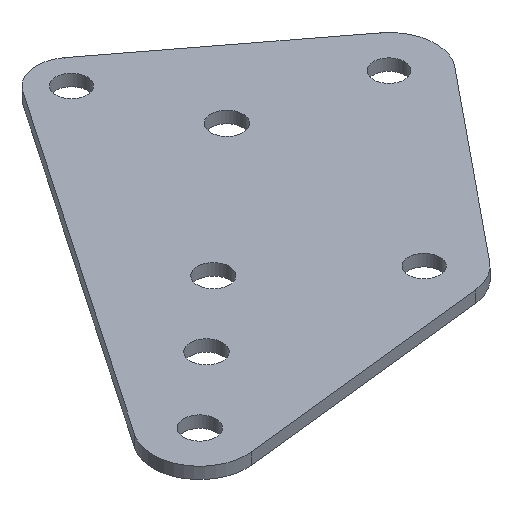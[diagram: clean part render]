
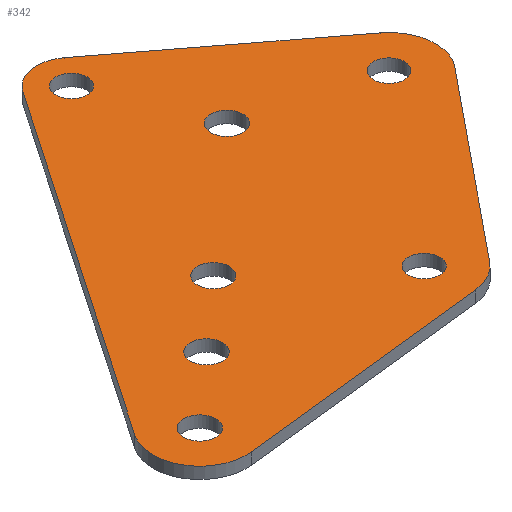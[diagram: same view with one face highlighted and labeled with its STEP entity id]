
A CAD part, isometric view. The second image highlights one B-rep face of the part: STEP entity #342.
In plain terms, the highlighted planar face has unit normal (0, 0, 1).
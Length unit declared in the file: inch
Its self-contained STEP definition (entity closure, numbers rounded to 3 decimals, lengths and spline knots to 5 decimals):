
#15=FACE_BOUND('',#68,.T.);
#16=FACE_BOUND('',#69,.T.);
#17=FACE_BOUND('',#70,.T.);
#18=FACE_BOUND('',#71,.T.);
#19=FACE_BOUND('',#72,.T.);
#20=FACE_BOUND('',#73,.T.);
#21=FACE_BOUND('',#74,.T.);
#33=PLANE('',#403);
#50=FACE_OUTER_BOUND('',#67,.T.);
#67=EDGE_LOOP('',(#286,#287,#288,#289,#290,#291,#292,#293));
#68=EDGE_LOOP('',(#294));
#69=EDGE_LOOP('',(#295));
#70=EDGE_LOOP('',(#296));
#71=EDGE_LOOP('',(#297));
#72=EDGE_LOOP('',(#298));
#73=EDGE_LOOP('',(#299));
#74=EDGE_LOOP('',(#300));
#93=LINE('',#564,#116);
#97=LINE('',#576,#120);
#101=LINE('',#588,#124);
#105=LINE('',#598,#128);
#116=VECTOR('',#467,0.3937);
#120=VECTOR('',#479,0.3937);
#124=VECTOR('',#491,0.3937);
#128=VECTOR('',#503,0.3937);
#129=CIRCLE('',#367,0.086);
#131=CIRCLE('',#370,0.086);
#133=CIRCLE('',#373,0.086);
#135=CIRCLE('',#376,0.086);
#137=CIRCLE('',#379,0.0835);
#139=CIRCLE('',#382,0.0835);
#141=CIRCLE('',#385,0.0835);
#144=CIRCLE('',#389,0.1875);
#146=CIRCLE('',#393,0.25);
#148=CIRCLE('',#397,0.25);
#150=CIRCLE('',#401,0.25);
#151=VERTEX_POINT('',#510);
#153=VERTEX_POINT('',#516);
#155=VERTEX_POINT('',#522);
#157=VERTEX_POINT('',#528);
#159=VERTEX_POINT('',#534);
#161=VERTEX_POINT('',#540);
#163=VERTEX_POINT('',#546);
#167=VERTEX_POINT('',#555);
#168=VERTEX_POINT('',#557);
#170=VERTEX_POINT('',#563);
#172=VERTEX_POINT('',#569);
#174=VERTEX_POINT('',#575);
#176=VERTEX_POINT('',#581);
#178=VERTEX_POINT('',#587);
#180=VERTEX_POINT('',#593);
#181=EDGE_CURVE('',#151,#151,#129,.T.);
#184=EDGE_CURVE('',#153,#153,#131,.T.);
#187=EDGE_CURVE('',#155,#155,#133,.T.);
#190=EDGE_CURVE('',#157,#157,#135,.T.);
#193=EDGE_CURVE('',#159,#159,#137,.T.);
#196=EDGE_CURVE('',#161,#161,#139,.T.);
#199=EDGE_CURVE('',#163,#163,#141,.T.);
#204=EDGE_CURVE('',#168,#167,#144,.T.);
#207=EDGE_CURVE('',#170,#168,#93,.T.);
#210=EDGE_CURVE('',#172,#170,#146,.T.);
#213=EDGE_CURVE('',#174,#172,#97,.T.);
#216=EDGE_CURVE('',#176,#174,#148,.T.);
#219=EDGE_CURVE('',#178,#176,#101,.T.);
#222=EDGE_CURVE('',#180,#178,#150,.T.);
#225=EDGE_CURVE('',#167,#180,#105,.T.);
#286=ORIENTED_EDGE('',*,*,#225,.T.);
#287=ORIENTED_EDGE('',*,*,#222,.T.);
#288=ORIENTED_EDGE('',*,*,#219,.T.);
#289=ORIENTED_EDGE('',*,*,#216,.T.);
#290=ORIENTED_EDGE('',*,*,#213,.T.);
#291=ORIENTED_EDGE('',*,*,#210,.T.);
#292=ORIENTED_EDGE('',*,*,#207,.T.);
#293=ORIENTED_EDGE('',*,*,#204,.T.);
#294=ORIENTED_EDGE('',*,*,#199,.T.);
#295=ORIENTED_EDGE('',*,*,#196,.T.);
#296=ORIENTED_EDGE('',*,*,#193,.T.);
#297=ORIENTED_EDGE('',*,*,#190,.T.);
#298=ORIENTED_EDGE('',*,*,#187,.T.);
#299=ORIENTED_EDGE('',*,*,#184,.T.);
#300=ORIENTED_EDGE('',*,*,#181,.T.);
#342=ADVANCED_FACE('',(#50,#15,#16,#17,#18,#19,#20,#21),#33,.T.);
#367=AXIS2_PLACEMENT_3D('',#511,#409,#410);
#370=AXIS2_PLACEMENT_3D('',#517,#416,#417);
#373=AXIS2_PLACEMENT_3D('',#523,#423,#424);
#376=AXIS2_PLACEMENT_3D('',#529,#430,#431);
#379=AXIS2_PLACEMENT_3D('',#535,#437,#438);
#382=AXIS2_PLACEMENT_3D('',#541,#444,#445);
#385=AXIS2_PLACEMENT_3D('',#547,#451,#452);
#389=AXIS2_PLACEMENT_3D('',#558,#461,#462);
#393=AXIS2_PLACEMENT_3D('',#570,#473,#474);
#397=AXIS2_PLACEMENT_3D('',#582,#485,#486);
#401=AXIS2_PLACEMENT_3D('',#594,#497,#498);
#403=AXIS2_PLACEMENT_3D('',#599,#504,#505);
#409=DIRECTION('center_axis',(0.,0.,-1.));
#410=DIRECTION('ref_axis',(-1.,0.,0.));
#416=DIRECTION('center_axis',(0.,0.,-1.));
#417=DIRECTION('ref_axis',(-1.,0.,0.));
#423=DIRECTION('center_axis',(0.,0.,-1.));
#424=DIRECTION('ref_axis',(-1.,0.,0.));
#430=DIRECTION('center_axis',(0.,0.,-1.));
#431=DIRECTION('ref_axis',(-1.,0.,0.));
#437=DIRECTION('center_axis',(0.,0.,-1.));
#438=DIRECTION('ref_axis',(-1.,0.,0.));
#444=DIRECTION('center_axis',(0.,0.,-1.));
#445=DIRECTION('ref_axis',(-1.,0.,0.));
#451=DIRECTION('center_axis',(0.,0.,-1.));
#452=DIRECTION('ref_axis',(-1.,0.,0.));
#461=DIRECTION('center_axis',(0.,0.,1.));
#462=DIRECTION('ref_axis',(0.605,0.796,0.));
#467=DIRECTION('',(-0.796,0.605,0.));
#473=DIRECTION('center_axis',(0.,0.,1.));
#474=DIRECTION('ref_axis',(0.776,-0.631,0.));
#479=DIRECTION('',(0.631,0.776,0.));
#485=DIRECTION('center_axis',(0.,0.,1.));
#486=DIRECTION('ref_axis',(0.111,-0.994,0.));
#491=DIRECTION('',(0.994,0.111,0.));
#497=DIRECTION('center_axis',(0.,0.,1.));
#498=DIRECTION('ref_axis',(-0.826,0.564,0.));
#503=DIRECTION('',(-0.564,-0.826,0.));
#504=DIRECTION('center_axis',(0.,0.,1.));
#505=DIRECTION('ref_axis',(1.,0.,0.));
#510=CARTESIAN_POINT('',(-0.55397,-0.20097,0.0625));
#511=CARTESIAN_POINT('Origin',(-0.63997,-0.20097,0.0625));
#516=CARTESIAN_POINT('',(0.18854,0.46886,0.0625));
#517=CARTESIAN_POINT('Origin',(0.10254,0.46886,0.0625));
#522=CARTESIAN_POINT('',(-1.29648,-0.87081,0.0625));
#523=CARTESIAN_POINT('Origin',(-1.38248,-0.87081,0.0625));
#528=CARTESIAN_POINT('',(-0.92522,-0.53589,0.0625));
#529=CARTESIAN_POINT('Origin',(-1.01122,-0.53589,0.0625));
#534=CARTESIAN_POINT('',(-0.05647,1.05818,0.0625));
#535=CARTESIAN_POINT('Origin',(-0.13997,1.05818,0.0625));
#540=CARTESIAN_POINT('',(0.05217,-0.72047,0.0625));
#541=CARTESIAN_POINT('Origin',(-0.03133,-0.72047,0.0625));
#546=CARTESIAN_POINT('',(0.86449,0.27953,0.0625));
#547=CARTESIAN_POINT('Origin',(0.78099,0.27953,0.0625));
#555=CARTESIAN_POINT('',(-0.29477,1.16397,0.0625));
#557=CARTESIAN_POINT('',(-0.02649,1.20744,0.0625));
#558=CARTESIAN_POINT('Origin',(-0.13997,1.05818,0.0625));
#563=CARTESIAN_POINT('',(0.93229,0.47854,0.0625));
#564=CARTESIAN_POINT('',(0.93229,0.47854,0.0625));
#569=CARTESIAN_POINT('',(0.97503,0.1219,0.0625));
#570=CARTESIAN_POINT('Origin',(0.78099,0.27953,0.0625));
#575=CARTESIAN_POINT('',(0.16271,-0.8781,0.0625));
#576=CARTESIAN_POINT('',(0.16271,-0.8781,0.0625));
#581=CARTESIAN_POINT('',(-0.00369,-0.96894,0.0625));
#582=CARTESIAN_POINT('Origin',(-0.03133,-0.72047,0.0625));
#587=CARTESIAN_POINT('',(-1.35483,-1.11928,0.0625));
#588=CARTESIAN_POINT('',(-1.35483,-1.11928,0.0625));
#593=CARTESIAN_POINT('',(-1.58888,-0.72976,0.0625));
#594=CARTESIAN_POINT('Origin',(-1.38248,-0.87081,0.0625));
#598=CARTESIAN_POINT('',(-0.29477,1.16397,0.0625));
#599=CARTESIAN_POINT('Origin',(-0.30074,0.06243,0.0625));
